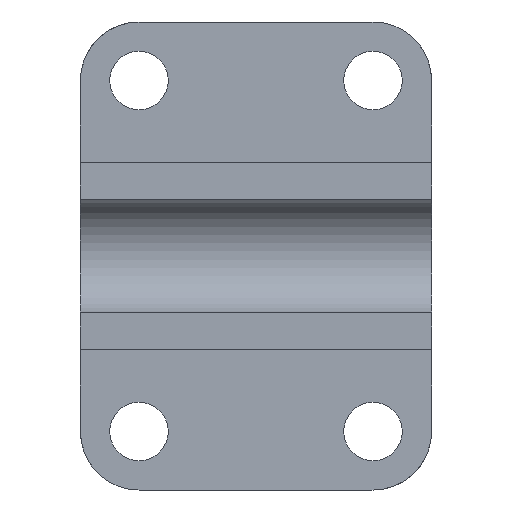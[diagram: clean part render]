
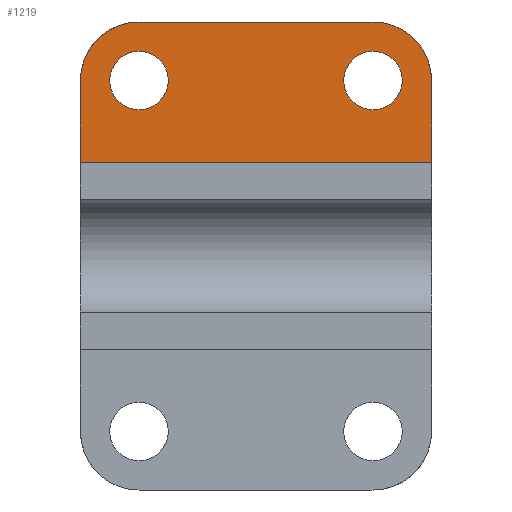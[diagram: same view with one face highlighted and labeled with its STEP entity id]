
A CAD part, front view. The second image highlights one B-rep face of the part: STEP entity #1219.
In plain terms, the highlighted free-form (B-spline) face has degree [1, 1] with [2, 2] control points.
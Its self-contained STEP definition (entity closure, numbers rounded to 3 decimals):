
#246 = VERTEX_POINT('',#247);
#247 = CARTESIAN_POINT('',(-10.688,0.,
    37.409));
#265 = VERTEX_POINT('',#266);
#266 = CARTESIAN_POINT('',(-10.688,0.,
    26.721));
#271 = EDGE_CURVE('',#265,#246,#272,.T.);
#272 = ( BOUNDED_CURVE() B_SPLINE_CURVE(2,(#273,#274,#275,#276,#277),
.UNSPECIFIED.,.F.,.F.) B_SPLINE_CURVE_WITH_KNOTS((3,2,3),(3.142,
4.712,6.283),.PIECEWISE_BEZIER_KNOTS.) CURVE() 
GEOMETRIC_REPRESENTATION_ITEM() RATIONAL_B_SPLINE_CURVE((1.,
0.707,1.,0.707,1.)) REPRESENTATION_ITEM('') );
#273 = CARTESIAN_POINT('',(-10.688,0.,
    26.721));
#274 = CARTESIAN_POINT('',(-16.033,0.,
    26.721));
#275 = CARTESIAN_POINT('',(-16.033,0.,
    32.065));
#276 = CARTESIAN_POINT('',(-16.033,0.,
    37.409));
#277 = CARTESIAN_POINT('',(-10.688,0.,
    37.409));
#294 = VERTEX_POINT('',#295);
#295 = CARTESIAN_POINT('',(-53.442,0.,
    37.409));
#313 = VERTEX_POINT('',#314);
#314 = CARTESIAN_POINT('',(-53.442,0.,
    26.721));
#319 = EDGE_CURVE('',#313,#294,#320,.T.);
#320 = ( BOUNDED_CURVE() B_SPLINE_CURVE(2,(#321,#322,#323,#324,#325),
.UNSPECIFIED.,.F.,.F.) B_SPLINE_CURVE_WITH_KNOTS((3,2,3),(3.142,
4.712,6.283),.PIECEWISE_BEZIER_KNOTS.) CURVE() 
GEOMETRIC_REPRESENTATION_ITEM() RATIONAL_B_SPLINE_CURVE((1.,
0.707,1.,0.707,1.)) REPRESENTATION_ITEM('') );
#321 = CARTESIAN_POINT('',(-53.442,0.,
    26.721));
#322 = CARTESIAN_POINT('',(-58.786,0.,
    26.721));
#323 = CARTESIAN_POINT('',(-58.786,0.,
    32.065));
#324 = CARTESIAN_POINT('',(-58.786,0.,
    37.409));
#325 = CARTESIAN_POINT('',(-53.442,0.,
    37.409));
#1196 = VERTEX_POINT('',#1197);
#1197 = CARTESIAN_POINT('',(0.,0.,17.101));
#1202 = EDGE_CURVE('',#1203,#1196,#1205,.T.);
#1203 = VERTEX_POINT('',#1204);
#1204 = CARTESIAN_POINT('',(-64.131,0.,
    17.101));
#1205 = B_SPLINE_CURVE_WITH_KNOTS('',1,(#1206,#1207),.UNSPECIFIED.,.F.,
  .F.,(2,2),(0.,60.),.PIECEWISE_BEZIER_KNOTS.);
#1206 = CARTESIAN_POINT('',(-64.131,0.,
    17.101));
#1207 = CARTESIAN_POINT('',(0.,0.,17.101));
#1219 = ADVANCED_FACE('',(#1220,#1231,#1269),#1280,.F.);
#1220 = FACE_BOUND('',#1221,.T.);
#1221 = EDGE_LOOP('',(#1222,#1230));
#1222 = ORIENTED_EDGE('',*,*,#1223,.T.);
#1223 = EDGE_CURVE('',#246,#265,#1224,.T.);
#1224 = ( BOUNDED_CURVE() B_SPLINE_CURVE(2,(#1225,#1226,#1227,#1228,
#1229),.UNSPECIFIED.,.F.,.F.) B_SPLINE_CURVE_WITH_KNOTS((3,2,3),(0.,
1.571,3.142),.PIECEWISE_BEZIER_KNOTS.) CURVE() 
GEOMETRIC_REPRESENTATION_ITEM() RATIONAL_B_SPLINE_CURVE((1.,
0.707,1.,0.707,1.)) REPRESENTATION_ITEM('') );
#1225 = CARTESIAN_POINT('',(-10.688,0.,
    37.409));
#1226 = CARTESIAN_POINT('',(-5.344,0.,
    37.409));
#1227 = CARTESIAN_POINT('',(-5.344,0.,
    32.065));
#1228 = CARTESIAN_POINT('',(-5.344,0.,
    26.721));
#1229 = CARTESIAN_POINT('',(-10.688,0.,
    26.721));
#1230 = ORIENTED_EDGE('',*,*,#271,.T.);
#1231 = FACE_BOUND('',#1232,.T.);
#1232 = EDGE_LOOP('',(#1233,#1243,#1250,#1258,#1263,#1264));
#1233 = ORIENTED_EDGE('',*,*,#1234,.T.);
#1234 = EDGE_CURVE('',#1235,#1237,#1239,.T.);
#1235 = VERTEX_POINT('',#1236);
#1236 = CARTESIAN_POINT('',(0.,0.,32.065));
#1237 = VERTEX_POINT('',#1238);
#1238 = CARTESIAN_POINT('',(-10.688,0.,
    42.754));
#1239 = ( BOUNDED_CURVE() B_SPLINE_CURVE(2,(#1240,#1241,#1242),
.UNSPECIFIED.,.F.,.F.) B_SPLINE_CURVE_WITH_KNOTS((3,3),(4.712,
6.283),.PIECEWISE_BEZIER_KNOTS.) CURVE() 
GEOMETRIC_REPRESENTATION_ITEM() RATIONAL_B_SPLINE_CURVE((1.,
0.707,1.)) REPRESENTATION_ITEM('') );
#1240 = CARTESIAN_POINT('',(0.,0.,32.065));
#1241 = CARTESIAN_POINT('',(0.,0.,
    42.754));
#1242 = CARTESIAN_POINT('',(-10.688,0.,
    42.754));
#1243 = ORIENTED_EDGE('',*,*,#1244,.F.);
#1244 = EDGE_CURVE('',#1245,#1237,#1247,.T.);
#1245 = VERTEX_POINT('',#1246);
#1246 = CARTESIAN_POINT('',(-53.442,0.,
    42.754));
#1247 = B_SPLINE_CURVE_WITH_KNOTS('',1,(#1248,#1249),.UNSPECIFIED.,.F.,
  .F.,(2,2),(10.,50.),.PIECEWISE_BEZIER_KNOTS.);
#1248 = CARTESIAN_POINT('',(-53.442,0.,
    42.754));
#1249 = CARTESIAN_POINT('',(-10.688,0.,
    42.754));
#1250 = ORIENTED_EDGE('',*,*,#1251,.T.);
#1251 = EDGE_CURVE('',#1245,#1252,#1254,.T.);
#1252 = VERTEX_POINT('',#1253);
#1253 = CARTESIAN_POINT('',(-64.131,0.,
    32.065));
#1254 = ( BOUNDED_CURVE() B_SPLINE_CURVE(2,(#1255,#1256,#1257),
.UNSPECIFIED.,.F.,.F.) B_SPLINE_CURVE_WITH_KNOTS((3,3),(0.,
1.571),.PIECEWISE_BEZIER_KNOTS.) CURVE() 
GEOMETRIC_REPRESENTATION_ITEM() RATIONAL_B_SPLINE_CURVE((1.,
0.707,1.)) REPRESENTATION_ITEM('') );
#1255 = CARTESIAN_POINT('',(-53.442,0.,
    42.754));
#1256 = CARTESIAN_POINT('',(-64.131,0.,
    42.754));
#1257 = CARTESIAN_POINT('',(-64.131,0.,
    32.065));
#1258 = ORIENTED_EDGE('',*,*,#1259,.F.);
#1259 = EDGE_CURVE('',#1203,#1252,#1260,.T.);
#1260 = B_SPLINE_CURVE_WITH_KNOTS('',1,(#1261,#1262),.UNSPECIFIED.,.F.,
  .F.,(2,2),(16.,30.),.PIECEWISE_BEZIER_KNOTS.);
#1261 = CARTESIAN_POINT('',(-64.131,0.,
    17.101));
#1262 = CARTESIAN_POINT('',(-64.131,0.,
    32.065));
#1263 = ORIENTED_EDGE('',*,*,#1202,.T.);
#1264 = ORIENTED_EDGE('',*,*,#1265,.T.);
#1265 = EDGE_CURVE('',#1196,#1235,#1266,.T.);
#1266 = B_SPLINE_CURVE_WITH_KNOTS('',1,(#1267,#1268),.UNSPECIFIED.,.F.,
  .F.,(2,2),(16.,30.),.PIECEWISE_BEZIER_KNOTS.);
#1267 = CARTESIAN_POINT('',(0.,0.,17.101));
#1268 = CARTESIAN_POINT('',(0.,0.,32.065));
#1269 = FACE_BOUND('',#1270,.T.);
#1270 = EDGE_LOOP('',(#1271,#1279));
#1271 = ORIENTED_EDGE('',*,*,#1272,.T.);
#1272 = EDGE_CURVE('',#294,#313,#1273,.T.);
#1273 = ( BOUNDED_CURVE() B_SPLINE_CURVE(2,(#1274,#1275,#1276,#1277,
#1278),.UNSPECIFIED.,.F.,.F.) B_SPLINE_CURVE_WITH_KNOTS((3,2,3),(0.,
1.571,3.142),.PIECEWISE_BEZIER_KNOTS.) CURVE() 
GEOMETRIC_REPRESENTATION_ITEM() RATIONAL_B_SPLINE_CURVE((1.,
0.707,1.,0.707,1.)) REPRESENTATION_ITEM('') );
#1274 = CARTESIAN_POINT('',(-53.442,0.,
    37.409));
#1275 = CARTESIAN_POINT('',(-48.098,0.,
    37.409));
#1276 = CARTESIAN_POINT('',(-48.098,0.,
    32.065));
#1277 = CARTESIAN_POINT('',(-48.098,0.,
    26.721));
#1278 = CARTESIAN_POINT('',(-53.442,0.,
    26.721));
#1279 = ORIENTED_EDGE('',*,*,#319,.T.);
#1280 = B_SPLINE_SURFACE_WITH_KNOTS('',1,1,(
    (#1281,#1282)
    ,(#1283,#1284
    )),.UNSPECIFIED.,.F.,.F.,.F.,(2,2),(2,2),(16.,40.),(0.,60.),
  .PIECEWISE_BEZIER_KNOTS.);
#1281 = CARTESIAN_POINT('',(-64.131,0.,
    17.101));
#1282 = CARTESIAN_POINT('',(0.,0.,17.101));
#1283 = CARTESIAN_POINT('',(-64.131,0.,
    42.754));
#1284 = CARTESIAN_POINT('',(0.,0.,42.754));
